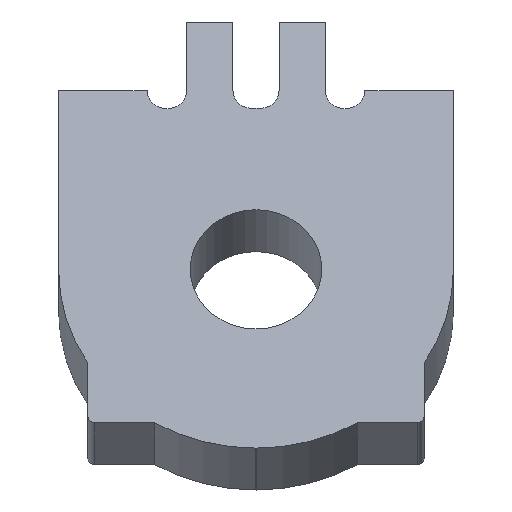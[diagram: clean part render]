
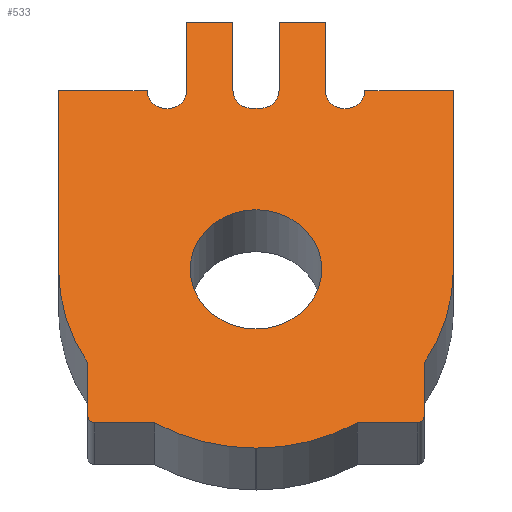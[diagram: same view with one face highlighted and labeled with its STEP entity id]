
A CAD part, top view. The second image highlights one B-rep face of the part: STEP entity #533.
In plain terms, the highlighted face is planar.
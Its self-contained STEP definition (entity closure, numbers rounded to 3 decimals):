
#20=FACE_BOUND('',#74,.T.);
#23=PLANE('',#591);
#44=FACE_OUTER_BOUND('',#73,.T.);
#73=EDGE_LOOP('',(#406,#407,#408,#409,#410,#411,#412,#413,#414,#415,#416,
#417,#418,#419,#420,#421,#422,#423,#424,#425,#426,#427,#428,#429,#430));
#74=EDGE_LOOP('',(#431));
#97=CIRCLE('',#572,3.025);
#98=CIRCLE('',#574,3.025);
#109=CIRCLE('',#587,3.025);
#110=CIRCLE('',#589,3.025);
#111=CIRCLE('',#592,30.);
#112=CIRCLE('',#593,1.);
#113=CIRCLE('',#594,30.);
#114=CIRCLE('',#595,30.);
#115=CIRCLE('',#596,1.);
#116=CIRCLE('',#597,30.);
#117=CIRCLE('',#598,10.);
#140=LINE('',#862,#196);
#142=LINE('',#866,#198);
#143=LINE('',#868,#199);
#144=LINE('',#869,#200);
#145=LINE('',#871,#201);
#146=LINE('',#873,#202);
#147=LINE('',#877,#203);
#148=LINE('',#881,#204);
#149=LINE('',#885,#205);
#150=LINE('',#889,#206);
#151=LINE('',#893,#207);
#152=LINE('',#896,#208);
#153=LINE('',#898,#209);
#154=LINE('',#900,#210);
#155=LINE('',#901,#211);
#196=VECTOR('',#689,10.);
#198=VECTOR('',#693,10.);
#199=VECTOR('',#694,10.);
#200=VECTOR('',#695,10.);
#201=VECTOR('',#696,10.);
#202=VECTOR('',#697,10.);
#203=VECTOR('',#700,10.);
#204=VECTOR('',#703,10.);
#205=VECTOR('',#706,10.);
#206=VECTOR('',#709,10.);
#207=VECTOR('',#712,10.);
#208=VECTOR('',#715,10.);
#209=VECTOR('',#716,10.);
#210=VECTOR('',#717,10.);
#211=VECTOR('',#718,10.);
#230=VERTEX_POINT('',#786);
#233=VERTEX_POINT('',#791);
#234=VERTEX_POINT('',#795);
#259=VERTEX_POINT('',#849);
#260=VERTEX_POINT('',#851);
#261=VERTEX_POINT('',#855);
#262=VERTEX_POINT('',#857);
#263=VERTEX_POINT('',#861);
#264=VERTEX_POINT('',#865);
#265=VERTEX_POINT('',#867);
#266=VERTEX_POINT('',#870);
#267=VERTEX_POINT('',#872);
#268=VERTEX_POINT('',#874);
#269=VERTEX_POINT('',#876);
#270=VERTEX_POINT('',#878);
#271=VERTEX_POINT('',#880);
#272=VERTEX_POINT('',#882);
#273=VERTEX_POINT('',#884);
#274=VERTEX_POINT('',#886);
#275=VERTEX_POINT('',#888);
#276=VERTEX_POINT('',#890);
#277=VERTEX_POINT('',#892);
#278=VERTEX_POINT('',#894);
#279=VERTEX_POINT('',#897);
#280=VERTEX_POINT('',#899);
#281=VERTEX_POINT('',#902);
#285=EDGE_CURVE('',#230,#233,#97,.T.);
#287=EDGE_CURVE('',#233,#234,#98,.T.);
#315=EDGE_CURVE('',#259,#260,#109,.T.);
#318=EDGE_CURVE('',#261,#262,#110,.T.);
#319=EDGE_CURVE('',#259,#263,#140,.T.);
#321=EDGE_CURVE('',#264,#234,#142,.T.);
#322=EDGE_CURVE('',#265,#264,#143,.T.);
#323=EDGE_CURVE('',#265,#261,#144,.T.);
#324=EDGE_CURVE('',#262,#266,#145,.T.);
#325=EDGE_CURVE('',#266,#267,#146,.T.);
#326=EDGE_CURVE('',#267,#268,#111,.T.);
#327=EDGE_CURVE('',#269,#268,#147,.T.);
#328=EDGE_CURVE('',#269,#270,#112,.T.);
#329=EDGE_CURVE('',#270,#271,#148,.T.);
#330=EDGE_CURVE('',#271,#272,#113,.T.);
#331=EDGE_CURVE('',#272,#273,#149,.T.);
#332=EDGE_CURVE('',#273,#274,#114,.T.);
#333=EDGE_CURVE('',#275,#274,#150,.T.);
#334=EDGE_CURVE('',#275,#276,#115,.T.);
#335=EDGE_CURVE('',#276,#277,#151,.T.);
#336=EDGE_CURVE('',#277,#278,#116,.T.);
#337=EDGE_CURVE('',#263,#278,#152,.T.);
#338=EDGE_CURVE('',#279,#260,#153,.T.);
#339=EDGE_CURVE('',#279,#280,#154,.T.);
#340=EDGE_CURVE('',#280,#230,#155,.T.);
#341=EDGE_CURVE('',#281,#281,#117,.T.);
#406=ORIENTED_EDGE('',*,*,#287,.T.);
#407=ORIENTED_EDGE('',*,*,#321,.F.);
#408=ORIENTED_EDGE('',*,*,#322,.F.);
#409=ORIENTED_EDGE('',*,*,#323,.T.);
#410=ORIENTED_EDGE('',*,*,#318,.T.);
#411=ORIENTED_EDGE('',*,*,#324,.T.);
#412=ORIENTED_EDGE('',*,*,#325,.T.);
#413=ORIENTED_EDGE('',*,*,#326,.T.);
#414=ORIENTED_EDGE('',*,*,#327,.F.);
#415=ORIENTED_EDGE('',*,*,#328,.T.);
#416=ORIENTED_EDGE('',*,*,#329,.T.);
#417=ORIENTED_EDGE('',*,*,#330,.T.);
#418=ORIENTED_EDGE('',*,*,#331,.T.);
#419=ORIENTED_EDGE('',*,*,#332,.T.);
#420=ORIENTED_EDGE('',*,*,#333,.F.);
#421=ORIENTED_EDGE('',*,*,#334,.T.);
#422=ORIENTED_EDGE('',*,*,#335,.T.);
#423=ORIENTED_EDGE('',*,*,#336,.T.);
#424=ORIENTED_EDGE('',*,*,#337,.F.);
#425=ORIENTED_EDGE('',*,*,#319,.F.);
#426=ORIENTED_EDGE('',*,*,#315,.T.);
#427=ORIENTED_EDGE('',*,*,#338,.F.);
#428=ORIENTED_EDGE('',*,*,#339,.T.);
#429=ORIENTED_EDGE('',*,*,#340,.T.);
#430=ORIENTED_EDGE('',*,*,#285,.T.);
#431=ORIENTED_EDGE('',*,*,#341,.T.);
#533=ADVANCED_FACE('',(#44,#20),#23,.T.);
#572=AXIS2_PLACEMENT_3D('',#793,#631,#632);
#574=AXIS2_PLACEMENT_3D('',#798,#636,#637);
#587=AXIS2_PLACEMENT_3D('',#853,#679,#680);
#589=AXIS2_PLACEMENT_3D('',#859,#685,#686);
#591=AXIS2_PLACEMENT_3D('',#864,#691,#692);
#592=AXIS2_PLACEMENT_3D('',#875,#698,#699);
#593=AXIS2_PLACEMENT_3D('',#879,#701,#702);
#594=AXIS2_PLACEMENT_3D('',#883,#704,#705);
#595=AXIS2_PLACEMENT_3D('',#887,#707,#708);
#596=AXIS2_PLACEMENT_3D('',#891,#710,#711);
#597=AXIS2_PLACEMENT_3D('',#895,#713,#714);
#598=AXIS2_PLACEMENT_3D('',#903,#719,#720);
#631=DIRECTION('center_axis',(0.,-1.,0.));
#632=DIRECTION('ref_axis',(1.,0.,0.));
#636=DIRECTION('center_axis',(0.,-1.,0.));
#637=DIRECTION('ref_axis',(1.,0.,0.));
#679=DIRECTION('center_axis',(0.,-1.,0.));
#680=DIRECTION('ref_axis',(1.,0.,0.));
#685=DIRECTION('center_axis',(0.,-1.,0.));
#686=DIRECTION('ref_axis',(1.,0.,0.));
#689=DIRECTION('',(1.,0.,0.));
#691=DIRECTION('center_axis',(0.,1.,0.));
#692=DIRECTION('ref_axis',(1.,0.,0.));
#693=DIRECTION('',(0.,0.,1.));
#694=DIRECTION('',(1.,0.,0.));
#695=DIRECTION('',(0.,0.,1.));
#696=DIRECTION('',(-1.,0.,0.));
#697=DIRECTION('',(0.,0.,1.));
#698=DIRECTION('center_axis',(0.,1.,0.));
#699=DIRECTION('ref_axis',(-1.,0.,0.));
#700=DIRECTION('',(0.,0.,-1.));
#701=DIRECTION('center_axis',(0.,1.,0.));
#702=DIRECTION('ref_axis',(-1.,0.,0.));
#703=DIRECTION('',(1.,0.,0.));
#704=DIRECTION('center_axis',(0.,1.,0.));
#705=DIRECTION('ref_axis',(-0.513,0.,0.858));
#706=DIRECTION('',(1.,0.,0.));
#707=DIRECTION('center_axis',(0.,1.,0.));
#708=DIRECTION('ref_axis',(0.,0.,1.));
#709=DIRECTION('',(-1.,0.,0.));
#710=DIRECTION('center_axis',(0.,1.,0.));
#711=DIRECTION('ref_axis',(0.,0.,1.));
#712=DIRECTION('',(0.,0.,-1.));
#713=DIRECTION('center_axis',(0.,1.,0.));
#714=DIRECTION('ref_axis',(0.851,0.,0.525));
#715=DIRECTION('',(0.,0.,1.));
#716=DIRECTION('',(0.,0.,1.));
#717=DIRECTION('',(-1.,0.,0.));
#718=DIRECTION('',(0.,0.,1.));
#719=DIRECTION('center_axis',(0.,-1.,0.));
#720=DIRECTION('ref_axis',(0.,0.,1.));
#786=CARTESIAN_POINT('',(33.5,0.,15.));
#791=CARTESIAN_POINT('',(30.,0.,17.987));
#793=CARTESIAN_POINT('Origin',(30.475,0.,15.));
#795=CARTESIAN_POINT('',(26.5,0.,15.));
#798=CARTESIAN_POINT('Origin',(29.525,0.,15.));
#849=CARTESIAN_POINT('',(46.55,0.,15.));
#851=CARTESIAN_POINT('',(40.5,0.,15.));
#853=CARTESIAN_POINT('Origin',(43.525,0.,15.));
#855=CARTESIAN_POINT('',(19.5,0.,15.));
#857=CARTESIAN_POINT('',(13.45,0.,15.));
#859=CARTESIAN_POINT('Origin',(16.475,0.,15.));
#861=CARTESIAN_POINT('',(60.,0.,15.));
#862=CARTESIAN_POINT('',(40.5,0.,15.));
#864=CARTESIAN_POINT('Origin',(30.,0.,39.25));
#865=CARTESIAN_POINT('',(26.5,0.,3.5));
#866=CARTESIAN_POINT('',(26.5,0.,3.));
#867=CARTESIAN_POINT('',(19.5,0.,3.5));
#868=CARTESIAN_POINT('',(19.5,0.,3.5));
#869=CARTESIAN_POINT('',(19.5,0.,3.));
#870=CARTESIAN_POINT('',(0.,0.,15.));
#871=CARTESIAN_POINT('',(19.5,0.,15.));
#872=CARTESIAN_POINT('',(0.,0.,45.));
#873=CARTESIAN_POINT('',(0.,0.,15.));
#874=CARTESIAN_POINT('',(4.467,0.,60.75));
#875=CARTESIAN_POINT('Origin',(30.,0.,45.));
#876=CARTESIAN_POINT('',(4.467,0.,69.75));
#877=CARTESIAN_POINT('',(4.467,0.,69.75));
#878=CARTESIAN_POINT('',(5.467,0.,70.75));
#879=CARTESIAN_POINT('Origin',(5.467,0.,69.75));
#880=CARTESIAN_POINT('',(14.607,0.,70.75));
#881=CARTESIAN_POINT('',(5.467,0.,70.75));
#882=CARTESIAN_POINT('',(30.,0.,75.));
#883=CARTESIAN_POINT('Origin',(30.,0.,45.));
#884=CARTESIAN_POINT('',(30.,0.,75.));
#885=CARTESIAN_POINT('',(30.,0.,75.));
#886=CARTESIAN_POINT('',(45.393,0.,70.75));
#887=CARTESIAN_POINT('Origin',(30.,0.,45.));
#888=CARTESIAN_POINT('',(54.533,0.,70.75));
#889=CARTESIAN_POINT('',(54.533,0.,70.75));
#890=CARTESIAN_POINT('',(55.533,0.,69.75));
#891=CARTESIAN_POINT('Origin',(54.533,0.,69.75));
#892=CARTESIAN_POINT('',(55.533,0.,60.75));
#893=CARTESIAN_POINT('',(55.533,0.,69.75));
#894=CARTESIAN_POINT('',(60.,0.,45.));
#895=CARTESIAN_POINT('Origin',(30.,0.,45.));
#896=CARTESIAN_POINT('',(60.,0.,15.));
#897=CARTESIAN_POINT('',(40.5,0.,3.5));
#898=CARTESIAN_POINT('',(40.5,0.,3.));
#899=CARTESIAN_POINT('',(33.5,0.,3.5));
#900=CARTESIAN_POINT('',(40.5,0.,3.5));
#901=CARTESIAN_POINT('',(33.5,0.,3.));
#902=CARTESIAN_POINT('',(30.,0.,35.));
#903=CARTESIAN_POINT('Origin',(30.,0.,45.));
